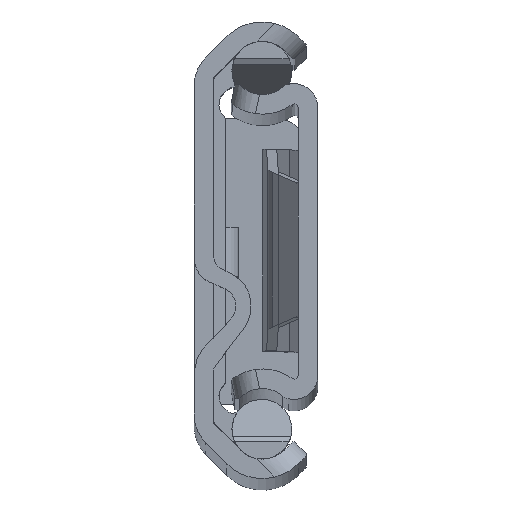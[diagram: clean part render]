
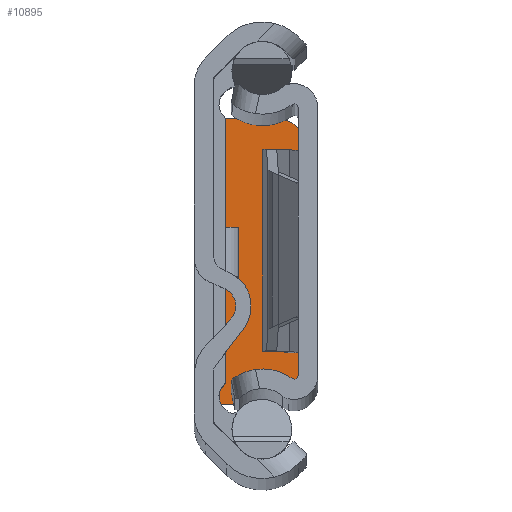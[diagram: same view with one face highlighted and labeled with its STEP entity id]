
A CAD part, top view. The second image highlights one B-rep face of the part: STEP entity #10895.
In plain terms, the highlighted planar face has unit normal (0, 0, 1).
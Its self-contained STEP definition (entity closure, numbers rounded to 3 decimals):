
#171 = DIRECTION ( 'NONE',  ( 0., 0., -1. ) ) ;
#528 = CARTESIAN_POINT ( 'NONE',  ( 6.9, -9., -506.5 ) ) ;
#1147 = DIRECTION ( 'NONE',  ( -1., 0., 0. ) ) ;
#2631 = VECTOR ( 'NONE', #5789, 1000. ) ;
#2799 = DIRECTION ( 'NONE',  ( 0., -1., 0. ) ) ;
#2801 = EDGE_CURVE ( 'NONE', #3579, #7871, #12352, .T. ) ;
#2820 = EDGE_CURVE ( 'NONE', #7871, #5982, #10515, .T. ) ;
#2958 = VERTEX_POINT ( 'NONE', #528 ) ;
#3579 = VERTEX_POINT ( 'NONE', #8083 ) ;
#4081 = VERTEX_POINT ( 'NONE', #7296 ) ;
#4454 = CARTESIAN_POINT ( 'NONE',  ( 0., -11., -506.5 ) ) ;
#4634 = CARTESIAN_POINT ( 'NONE',  ( 4.9, -9., -506.5 ) ) ;
#5046 = ORIENTED_EDGE ( 'NONE', *, *, #12046, .F. ) ;
#5590 = EDGE_LOOP ( 'NONE', ( #5046, #11506, #8830, #7828, #11917, #12118 ) ) ;
#5789 = DIRECTION ( 'NONE',  ( -1., 0., 0. ) ) ;
#5821 = EDGE_CURVE ( 'NONE', #3579, #2958, #7157, .T. ) ;
#5982 = VERTEX_POINT ( 'NONE', #9882 ) ;
#6286 = CARTESIAN_POINT ( 'NONE',  ( 6.9, 11., -506.5 ) ) ;
#6338 = FACE_OUTER_BOUND ( 'NONE', #5590, .T. ) ;
#6384 = VECTOR ( 'NONE', #8722, 1000. ) ;
#6454 = AXIS2_PLACEMENT_3D ( 'NONE', #9631, #7304, #7573 ) ;
#6555 = DIRECTION ( 'NONE',  ( -1., 0., 0. ) ) ;
#6907 = CARTESIAN_POINT ( 'NONE',  ( 0., -11., -506.5 ) ) ;
#7049 = LINE ( 'NONE', #6907, #12490 ) ;
#7157 = LINE ( 'NONE', #7416, #6384 ) ;
#7239 = EDGE_CURVE ( 'NONE', #4081, #2958, #9292, .T. ) ;
#7296 = CARTESIAN_POINT ( 'NONE',  ( 4.9, -11., -506.5 ) ) ;
#7304 = DIRECTION ( 'NONE',  ( 0., 0., 1. ) ) ;
#7416 = CARTESIAN_POINT ( 'NONE',  ( 6.9, -11., -506.5 ) ) ;
#7573 = DIRECTION ( 'NONE',  ( -1., 0., 0. ) ) ;
#7770 = CARTESIAN_POINT ( 'NONE',  ( 6.9, -11., -506.5 ) ) ;
#7828 = ORIENTED_EDGE ( 'NONE', *, *, #2801, .T. ) ;
#7871 = VERTEX_POINT ( 'NONE', #10293 ) ;
#8083 = CARTESIAN_POINT ( 'NONE',  ( 6.9, 9., -506.5 ) ) ;
#8454 = PLANE ( 'NONE',  #10300 ) ;
#8722 = DIRECTION ( 'NONE',  ( 0., -1., 0. ) ) ;
#8815 = DIRECTION ( 'NONE',  ( 0., 0., 1. ) ) ;
#8830 = ORIENTED_EDGE ( 'NONE', *, *, #5821, .F. ) ;
#9292 = CIRCLE ( 'NONE', #11465, 2. ) ;
#9631 = CARTESIAN_POINT ( 'NONE',  ( 4.9, 9., -506.5 ) ) ;
#9687 = DIRECTION ( 'NONE',  ( -1., 0., 0. ) ) ;
#9882 = CARTESIAN_POINT ( 'NONE',  ( 0., 11., -506.5 ) ) ;
#9950 = VECTOR ( 'NONE', #1147, 1000. ) ;
#10293 = CARTESIAN_POINT ( 'NONE',  ( 4.9, 11., -506.5 ) ) ;
#10300 = AXIS2_PLACEMENT_3D ( 'NONE', #10501, #171, #9687 ) ;
#10501 = CARTESIAN_POINT ( 'NONE',  ( 6.9, -11., -506.5 ) ) ;
#10515 = LINE ( 'NONE', #6286, #9950 ) ;
#10895 = ADVANCED_FACE ( 'NONE', ( #6338 ), #8454, .F. ) ;
#10978 = LINE ( 'NONE', #7770, #2631 ) ;
#11465 = AXIS2_PLACEMENT_3D ( 'NONE', #4634, #8815, #6555 ) ;
#11506 = ORIENTED_EDGE ( 'NONE', *, *, #7239, .T. ) ;
#11917 = ORIENTED_EDGE ( 'NONE', *, *, #2820, .T. ) ;
#12046 = EDGE_CURVE ( 'NONE', #4081, #12852, #10978, .T. ) ;
#12118 = ORIENTED_EDGE ( 'NONE', *, *, #12988, .T. ) ;
#12352 = CIRCLE ( 'NONE', #6454, 2. ) ;
#12490 = VECTOR ( 'NONE', #2799, 1000. ) ;
#12852 = VERTEX_POINT ( 'NONE', #4454 ) ;
#12988 = EDGE_CURVE ( 'NONE', #5982, #12852, #7049, .T. ) ;
